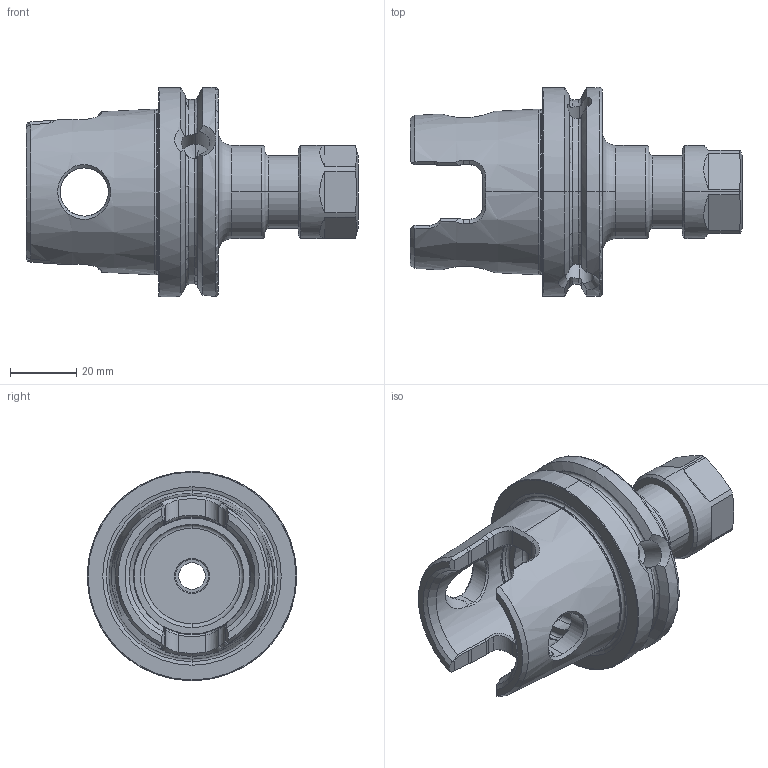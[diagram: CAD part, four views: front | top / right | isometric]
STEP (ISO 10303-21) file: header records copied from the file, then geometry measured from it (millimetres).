
FILE_DESCRIPTION (( 'STEP AP203' ), '1' );
FILE_NAME ('KY6.E16.K01.060.STEP', '2018-02-16T12:29:03', ( 'SWIAdmin' ), ( 'Hewlett-Packard Company' ), 'SwSTEP 2.0', 'SolidWorks 2017', '' );
FILE_SCHEMA (( 'CONFIG_CONTROL_DESIGN' ));
Length unit declared in the file: millimetre
Products named in the file (3): KY6-E16.K01.060_B; E16-ER2.001.018; KY6.E16.K01.060
Assembly tree (2 placements, depth 2):
  KY6.E16.K01.060
    KY6-E16.K01.060_B
    E16-ER2.001.018
Bounding box: 99.95 x 62.95 x 62.95 mm (x, y, z)
Volume: 94256.9 mm3; surface area: 26615.9 mm2
Topology: 2 solids, 2 shells, 270 faces, 681 edges, 416 vertices
Faces by surface type: plane 67, cylinder 64, cone 55, bspline 50, torus 34
Entity records: 10969 total; most frequent: CARTESIAN_POINT 4772, ORIENTED_EDGE 1350, DIRECTION 1062, EDGE_CURVE 675, AXIS2_PLACEMENT_3D 444, VERTEX_POINT 416, EDGE_LOOP 285, B_SPLINE_CURVE_WITH_KNOTS 276
